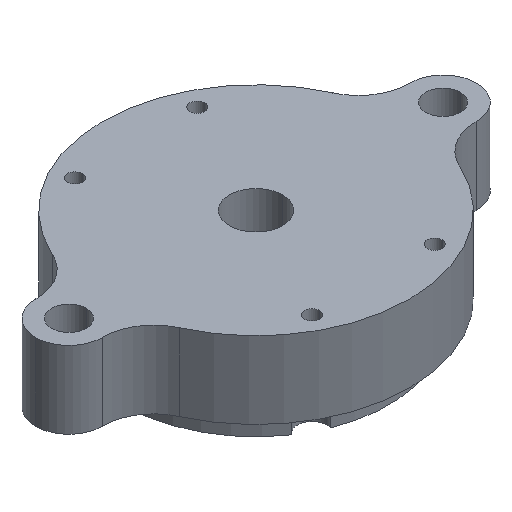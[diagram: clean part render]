
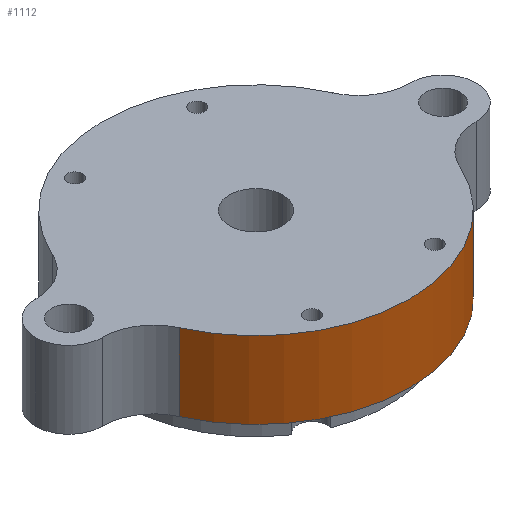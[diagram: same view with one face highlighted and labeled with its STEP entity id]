
A CAD part, isometric view. The second image highlights one B-rep face of the part: STEP entity #1112.
In plain terms, the highlighted cylindrical face has radius 19.05 mm (diameter 38.1 mm), a partial arc.
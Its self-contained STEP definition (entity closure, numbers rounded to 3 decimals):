
#9 = AXIS2_PLACEMENT_3D ( 'NONE', #1438, #1603, #1303 ) ;
#27 = ORIENTED_EDGE ( 'NONE', *, *, #700, .T. ) ;
#50 = LINE ( 'NONE', #598, #1284 ) ;
#88 = CARTESIAN_POINT ( 'NONE',  ( -17.354, -7.858, 12.7 ) ) ;
#120 = ORIENTED_EDGE ( 'NONE', *, *, #1493, .F. ) ;
#147 = CIRCLE ( 'NONE', #637, 19.05 ) ;
#178 = CARTESIAN_POINT ( 'NONE',  ( 17.354, -7.858, 12.7 ) ) ;
#192 = DIRECTION ( 'NONE',  ( 1., 0., 0. ) ) ;
#225 = DIRECTION ( 'NONE',  ( 0., 0., 1. ) ) ;
#237 = CARTESIAN_POINT ( 'NONE',  ( 17.354, -7.858, 3.175 ) ) ;
#253 = CARTESIAN_POINT ( 'NONE',  ( -17.354, -7.858, 12.7 ) ) ;
#344 = VERTEX_POINT ( 'NONE', #237 ) ;
#404 = VECTOR ( 'NONE', #914, 1000. ) ;
#445 = DIRECTION ( 'NONE',  ( 0., 0., -1. ) ) ;
#460 = CIRCLE ( 'NONE', #604, 19.05 ) ;
#531 = ORIENTED_EDGE ( 'NONE', *, *, #787, .T. ) ;
#537 = VERTEX_POINT ( 'NONE', #716 ) ;
#598 = CARTESIAN_POINT ( 'NONE',  ( 17.354, -7.858, 12.7 ) ) ;
#604 = AXIS2_PLACEMENT_3D ( 'NONE', #1405, #1416, #192 ) ;
#637 = AXIS2_PLACEMENT_3D ( 'NONE', #1577, #225, #1160 ) ;
#700 = EDGE_CURVE ( 'NONE', #537, #344, #147, .T. ) ;
#716 = CARTESIAN_POINT ( 'NONE',  ( -17.354, -7.858, 3.175 ) ) ;
#787 = EDGE_CURVE ( 'NONE', #824, #537, #1304, .T. ) ;
#817 = EDGE_LOOP ( 'NONE', ( #531, #27, #120, #1045 ) ) ;
#824 = VERTEX_POINT ( 'NONE', #253 ) ;
#914 = DIRECTION ( 'NONE',  ( 0., 0., -1. ) ) ;
#1045 = ORIENTED_EDGE ( 'NONE', *, *, #1386, .F. ) ;
#1060 = VERTEX_POINT ( 'NONE', #178 ) ;
#1112 = ADVANCED_FACE ( 'NONE', ( #1584 ), #1567, .T. ) ;
#1160 = DIRECTION ( 'NONE',  ( 1., 0., 0. ) ) ;
#1284 = VECTOR ( 'NONE', #445, 1000. ) ;
#1303 = DIRECTION ( 'NONE',  ( -1., 0., 0. ) ) ;
#1304 = LINE ( 'NONE', #88, #404 ) ;
#1386 = EDGE_CURVE ( 'NONE', #824, #1060, #460, .T. ) ;
#1405 = CARTESIAN_POINT ( 'NONE',  ( 0., 0., 12.7 ) ) ;
#1416 = DIRECTION ( 'NONE',  ( 0., 0., 1. ) ) ;
#1438 = CARTESIAN_POINT ( 'NONE',  ( 0., 0., 12.7 ) ) ;
#1493 = EDGE_CURVE ( 'NONE', #1060, #344, #50, .T. ) ;
#1567 = CYLINDRICAL_SURFACE ( 'NONE', #9, 19.05 ) ;
#1577 = CARTESIAN_POINT ( 'NONE',  ( 0., 0., 3.175 ) ) ;
#1584 = FACE_OUTER_BOUND ( 'NONE', #817, .T. ) ;
#1603 = DIRECTION ( 'NONE',  ( 0., 0., -1. ) ) ;
